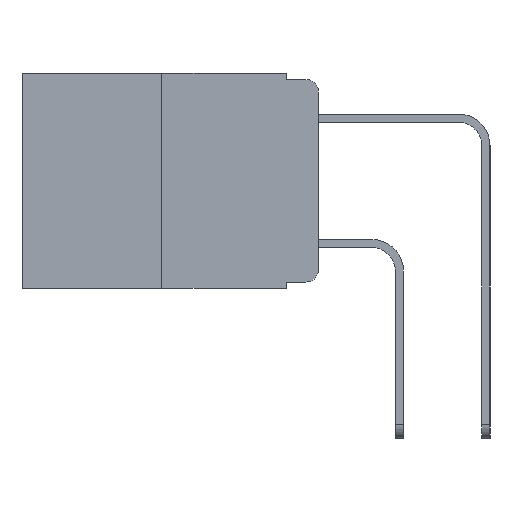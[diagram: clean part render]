
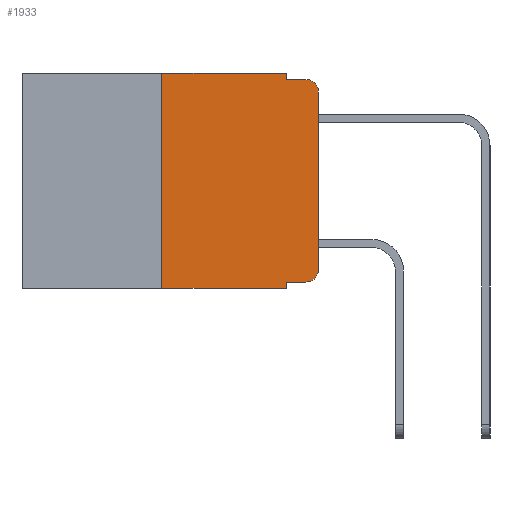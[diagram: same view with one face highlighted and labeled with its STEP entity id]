
A CAD part, left-side view. The second image highlights one B-rep face of the part: STEP entity #1933.
In plain terms, the highlighted planar face has unit normal (-1, 0, 0).
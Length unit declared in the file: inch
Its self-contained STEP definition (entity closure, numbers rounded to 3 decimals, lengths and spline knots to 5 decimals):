
#240 = LINE ( 'NONE', #15616, #15775 ) ;
#476 = ORIENTED_EDGE ( 'NONE', *, *, #11421, .F. ) ;
#572 = CARTESIAN_POINT ( 'NONE',  ( 0., 0., 0. ) ) ;
#774 = CARTESIAN_POINT ( 'NONE',  ( 0., 0.473, 0. ) ) ;
#781 = DIRECTION ( 'NONE',  ( 0., 0., 1. ) ) ;
#936 = CIRCLE ( 'NONE', #13337, 0.02 ) ;
#1131 = CIRCLE ( 'NONE', #3991, 0.02 ) ;
#1250 = ORIENTED_EDGE ( 'NONE', *, *, #8777, .F. ) ;
#1254 = VECTOR ( 'NONE', #1874, 39.37008 ) ;
#1474 = VERTEX_POINT ( 'NONE', #11972 ) ;
#1874 = DIRECTION ( 'NONE',  ( 0., 0., 1. ) ) ;
#1914 = ORIENTED_EDGE ( 'NONE', *, *, #3259, .F. ) ;
#1933 = ADVANCED_FACE ( 'NONE', ( #12872 ), #11288, .F. ) ;
#1985 = VECTOR ( 'NONE', #12459, 39.37008 ) ;
#2051 = DIRECTION ( 'NONE',  ( 0., -1., 0. ) ) ;
#2054 = VERTEX_POINT ( 'NONE', #14806 ) ;
#2075 = LINE ( 'NONE', #14572, #5739 ) ;
#2179 = VERTEX_POINT ( 'NONE', #3595 ) ;
#2772 = CARTESIAN_POINT ( 'NONE',  ( 0., 0.02, -0.03 ) ) ;
#2918 = CARTESIAN_POINT ( 'NONE',  ( 0., 0.051, -0.333 ) ) ;
#2970 = LINE ( 'NONE', #2918, #9104 ) ;
#3042 = CARTESIAN_POINT ( 'NONE',  ( 0., 0.02, -0.333 ) ) ;
#3242 = VECTOR ( 'NONE', #781, 39.37008 ) ;
#3259 = EDGE_CURVE ( 'NONE', #8622, #2054, #9363, .T. ) ;
#3595 = CARTESIAN_POINT ( 'NONE',  ( 0., 0.051, -0.343 ) ) ;
#3825 = ORIENTED_EDGE ( 'NONE', *, *, #11481, .T. ) ;
#3861 = EDGE_CURVE ( 'NONE', #1474, #4061, #13870, .T. ) ;
#3961 = DIRECTION ( 'NONE',  ( 0., 0., -1. ) ) ;
#3991 = AXIS2_PLACEMENT_3D ( 'NONE', #12179, #4893, #13362 ) ;
#4061 = VERTEX_POINT ( 'NONE', #4688 ) ;
#4123 = DIRECTION ( 'NONE',  ( 0., -1., 0. ) ) ;
#4181 = ORIENTED_EDGE ( 'NONE', *, *, #10380, .T. ) ;
#4188 = CARTESIAN_POINT ( 'NONE',  ( 0., 0.25, -0.343 ) ) ;
#4644 = CARTESIAN_POINT ( 'NONE',  ( 0., 0.02, -0.01 ) ) ;
#4688 = CARTESIAN_POINT ( 'NONE',  ( 0., 0., -0.03 ) ) ;
#4892 = LINE ( 'NONE', #13223, #10990 ) ;
#4893 = DIRECTION ( 'NONE',  ( -1., 0., 0. ) ) ;
#5739 = VECTOR ( 'NONE', #14512, 39.37008 ) ;
#5831 = EDGE_CURVE ( 'NONE', #15255, #10691, #11762, .T. ) ;
#6344 = EDGE_LOOP ( 'NONE', ( #13823, #4181, #9766, #476, #1250, #1914, #3825, #7654, #12816, #13570 ) ) ;
#7654 = ORIENTED_EDGE ( 'NONE', *, *, #14979, .F. ) ;
#7866 = LINE ( 'NONE', #774, #13927 ) ;
#8611 = AXIS2_PLACEMENT_3D ( 'NONE', #9461, #10888, #11009 ) ;
#8622 = VERTEX_POINT ( 'NONE', #4188 ) ;
#8777 = EDGE_CURVE ( 'NONE', #2054, #9011, #7866, .T. ) ;
#9011 = VERTEX_POINT ( 'NONE', #12194 ) ;
#9104 = VECTOR ( 'NONE', #4123, 39.37008 ) ;
#9363 = LINE ( 'NONE', #9392, #3242 ) ;
#9392 = CARTESIAN_POINT ( 'NONE',  ( 0., 0.25, 0. ) ) ;
#9461 = CARTESIAN_POINT ( 'NONE',  ( 0., 0.473, 0. ) ) ;
#9766 = ORIENTED_EDGE ( 'NONE', *, *, #5831, .F. ) ;
#10380 = EDGE_CURVE ( 'NONE', #4061, #10691, #936, .T. ) ;
#10691 = VERTEX_POINT ( 'NONE', #4644 ) ;
#10853 = DIRECTION ( 'NONE',  ( 0., 0., -1. ) ) ;
#10888 = DIRECTION ( 'NONE',  ( 1., 0., 0. ) ) ;
#10891 = VERTEX_POINT ( 'NONE', #11195 ) ;
#10990 = VECTOR ( 'NONE', #14440, 39.37008 ) ;
#11009 = DIRECTION ( 'NONE',  ( 0., 0., -1. ) ) ;
#11195 = CARTESIAN_POINT ( 'NONE',  ( 0., 0.051, -0.333 ) ) ;
#11258 = CARTESIAN_POINT ( 'NONE',  ( 0., 0.051, -0.01 ) ) ;
#11288 = PLANE ( 'NONE',  #8611 ) ;
#11294 = VERTEX_POINT ( 'NONE', #3042 ) ;
#11320 = DIRECTION ( 'NONE',  ( -1., 0., 0. ) ) ;
#11421 = EDGE_CURVE ( 'NONE', #9011, #15255, #240, .T. ) ;
#11481 = EDGE_CURVE ( 'NONE', #8622, #2179, #2075, .T. ) ;
#11762 = LINE ( 'NONE', #11258, #1985 ) ;
#11972 = CARTESIAN_POINT ( 'NONE',  ( 0., 0., -0.313 ) ) ;
#12179 = CARTESIAN_POINT ( 'NONE',  ( 0., 0.02, -0.313 ) ) ;
#12194 = CARTESIAN_POINT ( 'NONE',  ( 0., 0.051, 0. ) ) ;
#12459 = DIRECTION ( 'NONE',  ( 0., -1., 0. ) ) ;
#12653 = CARTESIAN_POINT ( 'NONE',  ( 0., 0.051, -0.01 ) ) ;
#12816 = ORIENTED_EDGE ( 'NONE', *, *, #14670, .T. ) ;
#12872 = FACE_OUTER_BOUND ( 'NONE', #6344, .T. ) ;
#13223 = CARTESIAN_POINT ( 'NONE',  ( 0., 0.051, 0. ) ) ;
#13337 = AXIS2_PLACEMENT_3D ( 'NONE', #2772, #11320, #3961 ) ;
#13362 = DIRECTION ( 'NONE',  ( 0., 0., -1. ) ) ;
#13570 = ORIENTED_EDGE ( 'NONE', *, *, #15657, .T. ) ;
#13823 = ORIENTED_EDGE ( 'NONE', *, *, #3861, .T. ) ;
#13870 = LINE ( 'NONE', #572, #1254 ) ;
#13927 = VECTOR ( 'NONE', #2051, 39.37008 ) ;
#14440 = DIRECTION ( 'NONE',  ( 0., 0., -1. ) ) ;
#14512 = DIRECTION ( 'NONE',  ( 0., -1., 0. ) ) ;
#14572 = CARTESIAN_POINT ( 'NONE',  ( 0., 0.473, -0.343 ) ) ;
#14670 = EDGE_CURVE ( 'NONE', #10891, #11294, #2970, .T. ) ;
#14806 = CARTESIAN_POINT ( 'NONE',  ( 0., 0.25, 0. ) ) ;
#14979 = EDGE_CURVE ( 'NONE', #10891, #2179, #4892, .T. ) ;
#15255 = VERTEX_POINT ( 'NONE', #12653 ) ;
#15616 = CARTESIAN_POINT ( 'NONE',  ( 0., 0.051, 0. ) ) ;
#15657 = EDGE_CURVE ( 'NONE', #11294, #1474, #1131, .T. ) ;
#15775 = VECTOR ( 'NONE', #10853, 39.37008 ) ;
